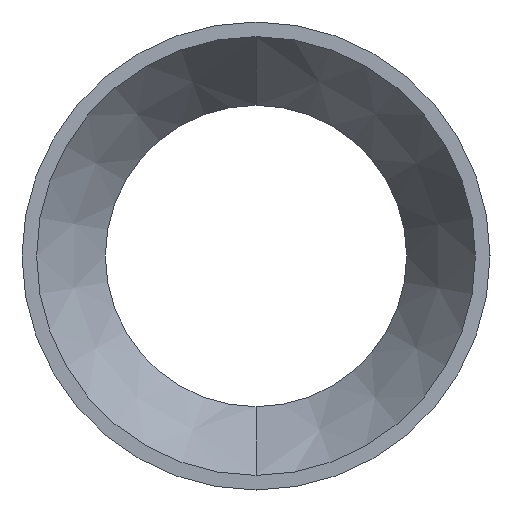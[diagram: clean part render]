
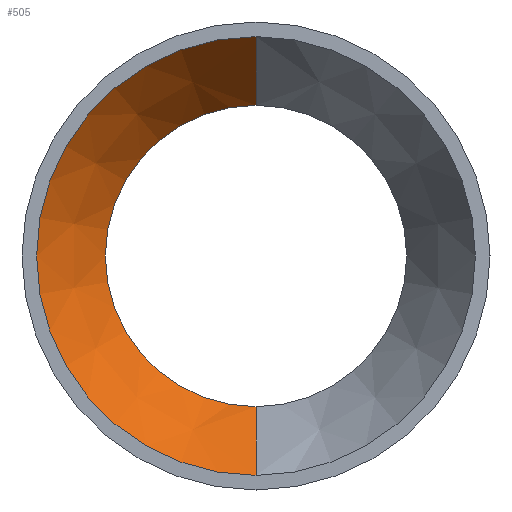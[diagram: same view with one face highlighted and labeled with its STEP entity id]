
A CAD part, front view. The second image highlights one B-rep face of the part: STEP entity #505.
In plain terms, the highlighted conical face has half-angle 32.518 degrees and reference radius 7.5 mm.
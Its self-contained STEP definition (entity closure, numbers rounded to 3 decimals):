
#6 = EDGE_LOOP ( 'NONE', ( #151, #22, #149, #303 ) ) ;
#22 = ORIENTED_EDGE ( 'NONE', *, *, #308, .T. ) ;
#48 = EDGE_CURVE ( 'NONE', #441, #489, #615, .T. ) ;
#62 = DIRECTION ( 'NONE',  ( 0., -0.843, -0.538 ) ) ;
#75 = DIRECTION ( 'NONE',  ( 0., 1., 0. ) ) ;
#106 = LINE ( 'NONE', #156, #146 ) ;
#125 = CARTESIAN_POINT ( 'NONE',  ( 0., -6., 0. ) ) ;
#146 = VECTOR ( 'NONE', #456, 1000. ) ;
#149 = ORIENTED_EDGE ( 'NONE', *, *, #245, .F. ) ;
#151 = ORIENTED_EDGE ( 'NONE', *, *, #48, .T. ) ;
#156 = CARTESIAN_POINT ( 'NONE',  ( 0., -6., 7.5 ) ) ;
#163 = LINE ( 'NONE', #309, #600 ) ;
#190 = DIRECTION ( 'NONE',  ( 0., 1., 0. ) ) ;
#222 = CARTESIAN_POINT ( 'NONE',  ( 0., -6., 0. ) ) ;
#237 = CARTESIAN_POINT ( 'NONE',  ( 0., -2.314, -5.15 ) ) ;
#239 = EDGE_CURVE ( 'NONE', #441, #598, #163, .T. ) ;
#245 = EDGE_CURVE ( 'NONE', #598, #286, #345, .T. ) ;
#285 = CARTESIAN_POINT ( 'NONE',  ( 0., -2.314, 0. ) ) ;
#286 = VERTEX_POINT ( 'NONE', #472 ) ;
#303 = ORIENTED_EDGE ( 'NONE', *, *, #239, .F. ) ;
#308 = EDGE_CURVE ( 'NONE', #489, #286, #106, .T. ) ;
#309 = CARTESIAN_POINT ( 'NONE',  ( 0., -6., -7.5 ) ) ;
#323 = DIRECTION ( 'NONE',  ( 0., 0., 1. ) ) ;
#345 = CIRCLE ( 'NONE', #346, 7.5 ) ;
#346 = AXIS2_PLACEMENT_3D ( 'NONE', #125, #75, #323 ) ;
#383 = DIRECTION ( 'NONE',  ( 0., 0., 1. ) ) ;
#410 = AXIS2_PLACEMENT_3D ( 'NONE', #222, #462, #511 ) ;
#441 = VERTEX_POINT ( 'NONE', #237 ) ;
#443 = FACE_OUTER_BOUND ( 'NONE', #6, .T. ) ;
#456 = DIRECTION ( 'NONE',  ( 0., -0.843, 0.538 ) ) ;
#462 = DIRECTION ( 'NONE',  ( 0., -1., 0. ) ) ;
#472 = CARTESIAN_POINT ( 'NONE',  ( 0., -6., 7.5 ) ) ;
#489 = VERTEX_POINT ( 'NONE', #608 ) ;
#505 = ADVANCED_FACE ( 'NONE', ( #443 ), #585, .F. ) ;
#511 = DIRECTION ( 'NONE',  ( 0., 0., -1. ) ) ;
#523 = CARTESIAN_POINT ( 'NONE',  ( 0., -6., -7.5 ) ) ;
#529 = AXIS2_PLACEMENT_3D ( 'NONE', #285, #190, #383 ) ;
#585 = CONICAL_SURFACE ( 'NONE', #410, 7.5, 0.568 ) ;
#598 = VERTEX_POINT ( 'NONE', #523 ) ;
#600 = VECTOR ( 'NONE', #62, 1000. ) ;
#608 = CARTESIAN_POINT ( 'NONE',  ( 0., -2.314, 5.15 ) ) ;
#615 = CIRCLE ( 'NONE', #529, 5.15 ) ;
